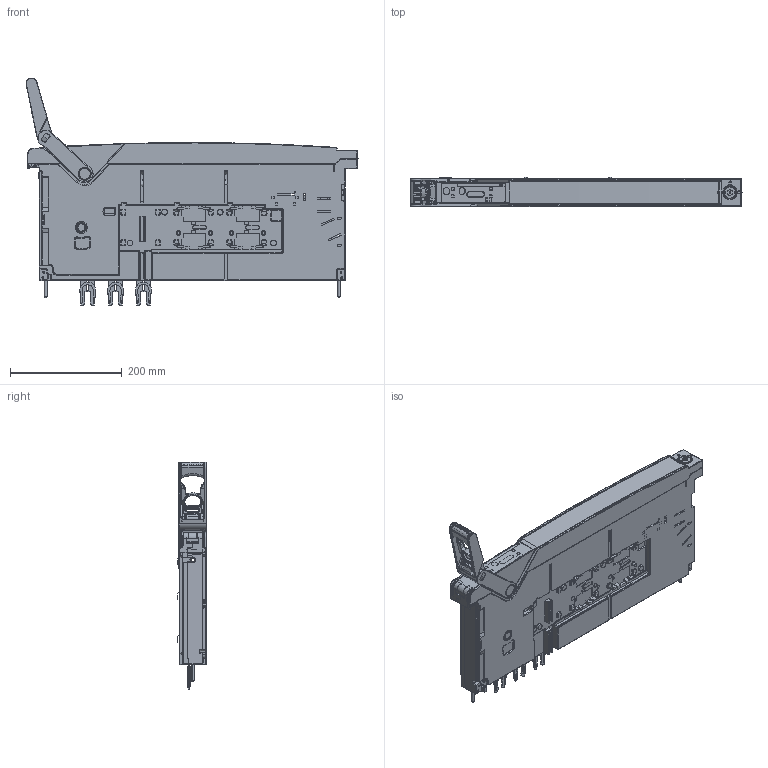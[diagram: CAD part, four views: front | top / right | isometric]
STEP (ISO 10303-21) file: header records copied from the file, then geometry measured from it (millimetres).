
FILE_DESCRIPTION((''),'2;1');
FILE_NAME('XRG00-50-10-3P','2022-08-11T15:13:49',('XYS'),(''),'CREO PARAMETRIC BY PTC INC, 2016390','CREO PARAMETRIC BY PTC INC, 2016390','');
FILE_SCHEMA(('CONFIG_CONTROL_DESIGN'));
Length unit declared in the file: millimetre
Products named in the file (1): XRG00-50-10-3P
Bounding box: 594.2 x 52.18 x 407.87 mm (x, y, z)
Surface area: 448134.4 mm2 (no closed solid volume)
Topology: 0 solids, 86 shells, 3531 faces, 10613 edges, 7074 vertices
Faces by surface type: plane 1470, cylinder 1202, torus 267, cone 233, bspline 215, sphere 82, extrusion 62
Entity records: 151356 total; most frequent: CARTESIAN_POINT 59593, ORIENTED_EDGE 19008, DIRECTION 18295, EDGE_CURVE 10528, VERTEX_POINT 7074, AXIS2_PLACEMENT_3D 6350, VECTOR 5595, LINE 5533
